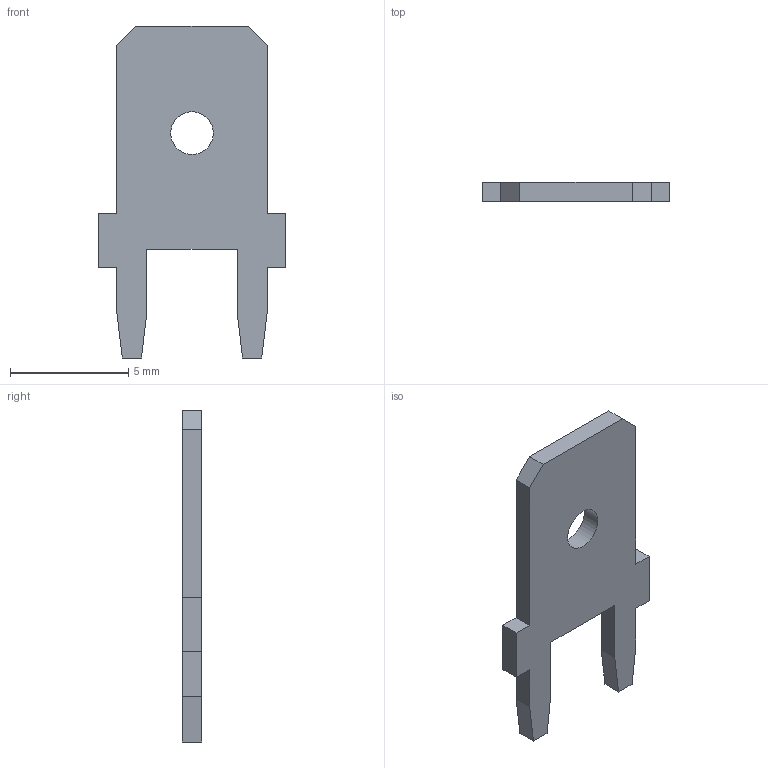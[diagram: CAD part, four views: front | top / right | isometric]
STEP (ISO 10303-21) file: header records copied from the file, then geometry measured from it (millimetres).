
FILE_DESCRIPTION(('FreeCAD Model'),'2;1');
FILE_NAME('Flachstecker_6.35x0.81mm_Keystone_1287_P5.08mm.step','2018-10-23T16:19:12',('kicad StepUp'),( 'ksu MCAD'),'Open CASCADE STEP processor 6.9','FreeCAD','Unknown');
FILE_SCHEMA(('AUTOMOTIVE_DESIGN { 1 0 10303 214 1 1 1 1 }'));
Length unit declared in the file: millimetre
Products named in the file (1): Flachstecker_6.35x0.81mm_Keystone_1287_P5.08mm
Bounding box: 7.92 x 0.81 x 14.02 mm (x, y, z)
Volume: 57.5 mm3; surface area: 188.2 mm2
Topology: 1 solids, 1 shells, 25 faces, 69 edges, 46 vertices
Faces by surface type: plane 24, cylinder 1
Full cylindrical faces by diameter (mm): 1.8 x1
Entity records: 810 total; most frequent: CARTESIAN_POINT 141, ORIENTED_EDGE 138, DIRECTION 123, EDGE_CURVE 69, LINE 67, VECTOR 67, VERTEX_POINT 46, AXIS2_PLACEMENT_3D 28
